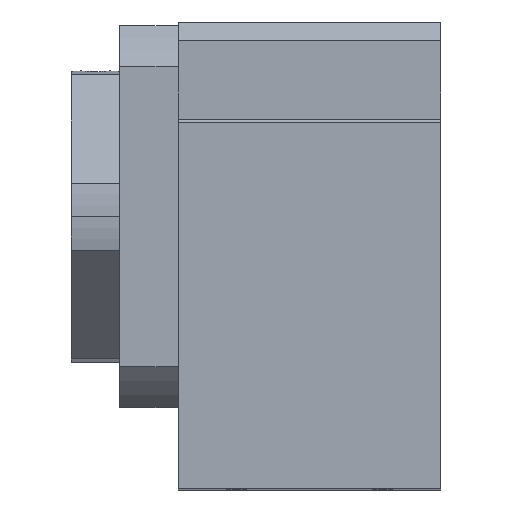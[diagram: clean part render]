
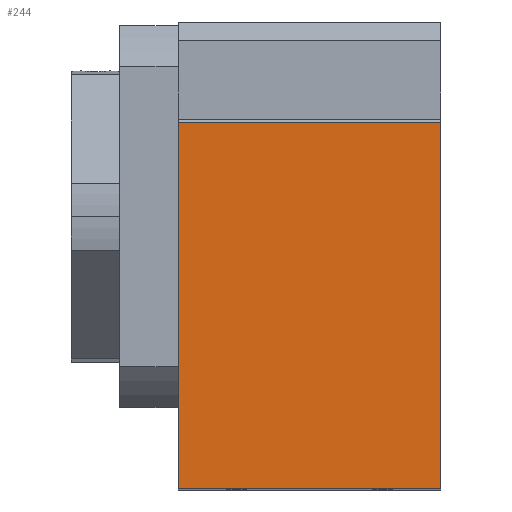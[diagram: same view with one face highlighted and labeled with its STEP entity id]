
A CAD part, top view. The second image highlights one B-rep face of the part: STEP entity #244.
In plain terms, the highlighted planar face has unit normal (0, 0, 1).
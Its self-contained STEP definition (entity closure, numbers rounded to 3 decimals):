
#244=ADVANCED_FACE('',(#686),#687,.T.);
#686=FACE_OUTER_BOUND('',#1144,.T.);
#687=PLANE('',#1145);
#1144=EDGE_LOOP('',(#2845,#2846,#2847,#2848));
#1145=AXIS2_PLACEMENT_3D('',#2849,#2850,#2851);
#2845=ORIENTED_EDGE('',*,*,#3485,.T.);
#2846=ORIENTED_EDGE('',*,*,#3486,.T.);
#2847=ORIENTED_EDGE('',*,*,#3487,.T.);
#2848=ORIENTED_EDGE('',*,*,#3478,.T.);
#2849=CARTESIAN_POINT('',(24.5,-9.0,35.0));
#2850=DIRECTION('',(0.0,0.0,1.0));
#2851=DIRECTION('',(1.0,0.0,0.0));
#3478=EDGE_CURVE('',#4425,#4423,#4426,.T.);
#3485=EDGE_CURVE('',#4423,#4435,#4437,.T.);
#3486=EDGE_CURVE('',#4435,#4438,#4439,.T.);
#3487=EDGE_CURVE('',#4438,#4425,#4440,.T.);
#4423=VERTEX_POINT('',#6843);
#4425=VERTEX_POINT('',#6846);
#4426=LINE('',#6847,#6848);
#4435=VERTEX_POINT('',#6862);
#4437=LINE('',#6865,#6866);
#4438=VERTEX_POINT('',#6867);
#4439=LINE('',#6868,#6869);
#4440=LINE('',#6870,#6871);
#6843=CARTESIAN_POINT('',(38.0,9.62,35.0));
#6846=CARTESIAN_POINT('',(38.0,-28.0,35.0));
#6847=CARTESIAN_POINT('',(38.0,-9.0,35.0));
#6848=VECTOR('',#7762,1.0);
#6862=CARTESIAN_POINT('',(11.0,9.62,35.0));
#6865=CARTESIAN_POINT('',(17.25,9.62,35.0));
#6866=VECTOR('',#7769,1.0);
#6867=CARTESIAN_POINT('',(11.0,-28.0,35.0));
#6868=CARTESIAN_POINT('',(11.0,-9.0,35.0));
#6869=VECTOR('',#7770,1.0);
#6870=CARTESIAN_POINT('',(24.5,-28.0,35.0));
#6871=VECTOR('',#7771,1.0);
#7762=DIRECTION('',(0.0,1.0,0.0));
#7769=DIRECTION('',(-1.0,0.,0.0));
#7770=DIRECTION('',(0.0,-1.0,0.0));
#7771=DIRECTION('',(1.0,0.0,0.0));
